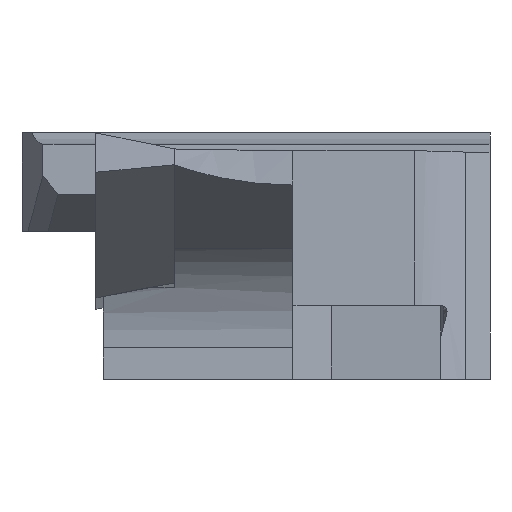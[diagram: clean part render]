
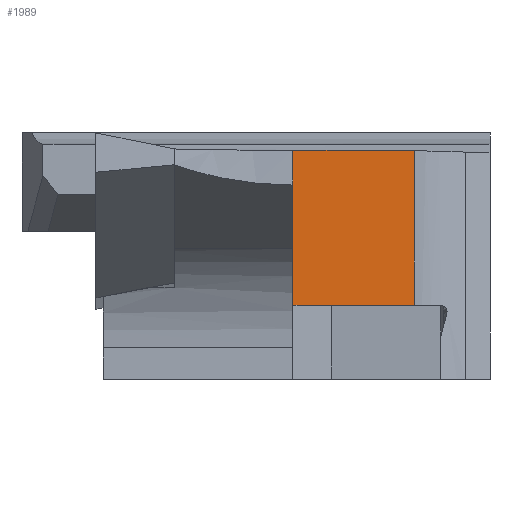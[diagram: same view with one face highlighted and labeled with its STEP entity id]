
A CAD part, left-side view. The second image highlights one B-rep face of the part: STEP entity #1989.
In plain terms, the highlighted planar face has unit normal (-1, 0, 0).
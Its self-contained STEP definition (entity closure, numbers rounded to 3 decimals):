
#106 = DIRECTION ( 'NONE',  ( 0., -1., 0. ) ) ;
#109 = CARTESIAN_POINT ( 'NONE',  ( -98.3, -1.5, -2. ) ) ;
#141 = VECTOR ( 'NONE', #3127, 1000. ) ;
#156 = ORIENTED_EDGE ( 'NONE', *, *, #775, .F. ) ;
#238 = AXIS2_PLACEMENT_3D ( 'NONE', #622, #1065, #1662 ) ;
#254 = CARTESIAN_POINT ( 'NONE',  ( -98.3, -1.5, 0. ) ) ;
#331 = EDGE_CURVE ( 'NONE', #2740, #2717, #400, .T. ) ;
#336 = DIRECTION ( 'NONE',  ( 0., 0., -1. ) ) ;
#394 = EDGE_CURVE ( 'NONE', #1545, #2717, #3025, .T. ) ;
#400 = LINE ( 'NONE', #679, #1129 ) ;
#484 = CARTESIAN_POINT ( 'NONE',  ( -98.3, -1.5, 2.878 ) ) ;
#544 = CARTESIAN_POINT ( 'NONE',  ( -98.3, -6.42, 4.29 ) ) ;
#622 = CARTESIAN_POINT ( 'NONE',  ( -98.3, -1.5, 5. ) ) ;
#673 = DIRECTION ( 'NONE',  ( 0., 1., 0. ) ) ;
#679 = CARTESIAN_POINT ( 'NONE',  ( -98.3, -6.05, -2. ) ) ;
#737 = FACE_OUTER_BOUND ( 'NONE', #1093, .T. ) ;
#745 = LINE ( 'NONE', #2358, #2902 ) ;
#775 = EDGE_CURVE ( 'NONE', #1858, #2740, #3009, .T. ) ;
#806 = EDGE_CURVE ( 'NONE', #2058, #2000, #745, .T. ) ;
#1017 = ORIENTED_EDGE ( 'NONE', *, *, #806, .F. ) ;
#1065 = DIRECTION ( 'NONE',  ( 1., 0., 0. ) ) ;
#1093 = EDGE_LOOP ( 'NONE', ( #3576, #1017, #1101, #3131, #2057, #156 ) ) ;
#1101 = ORIENTED_EDGE ( 'NONE', *, *, #1919, .T. ) ;
#1121 = PLANE ( 'NONE',  #238 ) ;
#1129 = VECTOR ( 'NONE', #673, 1000. ) ;
#1388 = CARTESIAN_POINT ( 'NONE',  ( -98.3, -6.412, -2. ) ) ;
#1545 = VERTEX_POINT ( 'NONE', #484 ) ;
#1579 = VECTOR ( 'NONE', #2947, 1000. ) ;
#1644 = LINE ( 'NONE', #2396, #2390 ) ;
#1662 = DIRECTION ( 'NONE',  ( 0., 0., -1. ) ) ;
#1841 = EDGE_CURVE ( 'NONE', #1858, #2000, #3090, .T. ) ;
#1858 = VERTEX_POINT ( 'NONE', #3170 ) ;
#1919 = EDGE_CURVE ( 'NONE', #2058, #1545, #1644, .T. ) ;
#1989 = ADVANCED_FACE ( 'NONE', ( #737 ), #1121, .F. ) ;
#2000 = VERTEX_POINT ( 'NONE', #544 ) ;
#2009 = VECTOR ( 'NONE', #336, 1000. ) ;
#2057 = ORIENTED_EDGE ( 'NONE', *, *, #331, .F. ) ;
#2058 = VERTEX_POINT ( 'NONE', #2614 ) ;
#2231 = CARTESIAN_POINT ( 'NONE',  ( -98.3, -6.05, -2. ) ) ;
#2358 = CARTESIAN_POINT ( 'NONE',  ( -98.3, -177.484, 4.29 ) ) ;
#2390 = VECTOR ( 'NONE', #3421, 1000. ) ;
#2396 = CARTESIAN_POINT ( 'NONE',  ( -98.3, -1.5, 5. ) ) ;
#2614 = CARTESIAN_POINT ( 'NONE',  ( -98.3, -1.5, 4.29 ) ) ;
#2717 = VERTEX_POINT ( 'NONE', #109 ) ;
#2740 = VERTEX_POINT ( 'NONE', #1388 ) ;
#2902 = VECTOR ( 'NONE', #106, 1000. ) ;
#2947 = DIRECTION ( 'NONE',  ( 0., 1., 0. ) ) ;
#3009 = LINE ( 'NONE', #2231, #1579 ) ;
#3010 = CARTESIAN_POINT ( 'NONE',  ( -98.3, -6.42, 141.657 ) ) ;
#3025 = LINE ( 'NONE', #254, #2009 ) ;
#3090 = LINE ( 'NONE', #3010, #141 ) ;
#3127 = DIRECTION ( 'NONE',  ( 0., 0., 1. ) ) ;
#3131 = ORIENTED_EDGE ( 'NONE', *, *, #394, .T. ) ;
#3170 = CARTESIAN_POINT ( 'NONE',  ( -98.3, -6.42, -2. ) ) ;
#3421 = DIRECTION ( 'NONE',  ( 0., 0., -1. ) ) ;
#3576 = ORIENTED_EDGE ( 'NONE', *, *, #1841, .T. ) ;
